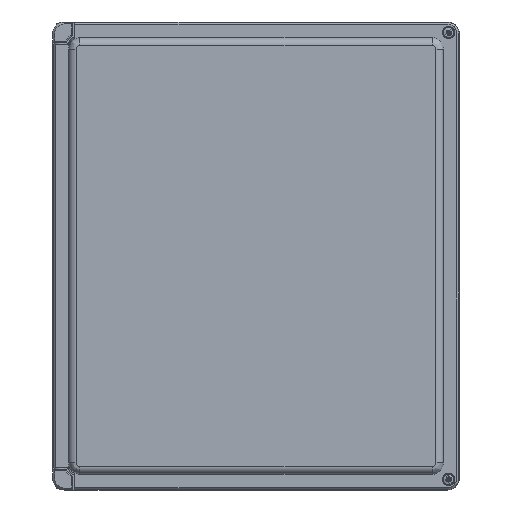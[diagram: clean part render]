
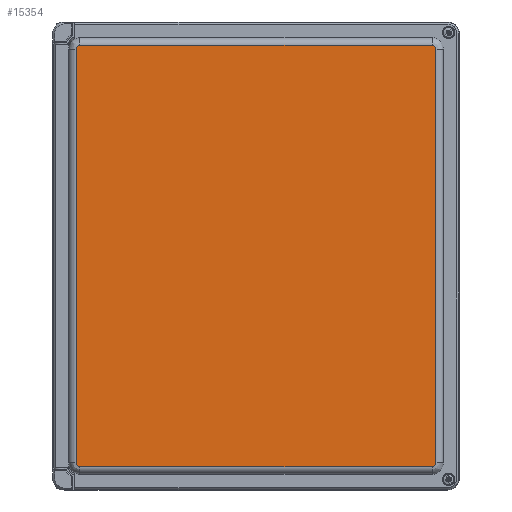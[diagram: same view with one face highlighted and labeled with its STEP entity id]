
A CAD part, top view. The second image highlights one B-rep face of the part: STEP entity #15354.
In plain terms, the highlighted planar face has unit normal (0, 0, 1).
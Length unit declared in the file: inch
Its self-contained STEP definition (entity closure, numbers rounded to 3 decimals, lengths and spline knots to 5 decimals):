
#953=PLANE($,#17030);
#1894=LINE($,#30520,#3038);
#1896=LINE($,#30555,#3040);
#1898=LINE($,#30559,#3042);
#1899=LINE($,#30590,#3043);
#3038=VECTOR($,#21110,11.45704);
#3040=VECTOR($,#21130,13.45704);
#3042=VECTOR($,#21134,13.45704);
#3043=VECTOR($,#21151,11.45704);
#4303=FACE_OUTER_BOUND($,#5331,.T.);
#5331=EDGE_LOOP($,(#13320,#13321,#13322,#13323,#13324,#13325,#13326,#13327));
#6245=CIRCLE($,#17014,0.12012);
#6247=CIRCLE($,#17016,0.12012);
#6253=CIRCLE($,#17024,0.12012);
#6255=CIRCLE($,#17026,0.12012);
#7539=VERTEX_POINT($,#30517);
#7540=VERTEX_POINT($,#30519);
#7543=VERTEX_POINT($,#30534);
#7544=VERTEX_POINT($,#30547);
#7546=VERTEX_POINT($,#30553);
#7547=VERTEX_POINT($,#30558);
#7549=VERTEX_POINT($,#30571);
#7550=VERTEX_POINT($,#30584);
#9536=EDGE_CURVE($,#7539,#7540,#1894,.T.);
#9540=EDGE_CURVE($,#7543,#7539,#6245,.T.);
#9542=EDGE_CURVE($,#7540,#7544,#6247,.T.);
#9546=EDGE_CURVE($,#7546,#7543,#1896,.T.);
#9548=EDGE_CURVE($,#7544,#7547,#1898,.T.);
#9551=EDGE_CURVE($,#7549,#7546,#6253,.T.);
#9553=EDGE_CURVE($,#7547,#7550,#6255,.T.);
#9556=EDGE_CURVE($,#7550,#7549,#1899,.T.);
#13320=ORIENTED_EDGE($,*,*,#9536,.F.);
#13321=ORIENTED_EDGE($,*,*,#9540,.F.);
#13322=ORIENTED_EDGE($,*,*,#9546,.F.);
#13323=ORIENTED_EDGE($,*,*,#9551,.F.);
#13324=ORIENTED_EDGE($,*,*,#9556,.F.);
#13325=ORIENTED_EDGE($,*,*,#9553,.F.);
#13326=ORIENTED_EDGE($,*,*,#9548,.F.);
#13327=ORIENTED_EDGE($,*,*,#9542,.F.);
#15354=ADVANCED_FACE($,(#4303),#953,.T.);
#17014=AXIS2_PLACEMENT_3D($,#30536,#21116,#21117);
#17016=AXIS2_PLACEMENT_3D($,#30548,#21120,#21121);
#17024=AXIS2_PLACEMENT_3D($,#30573,#21139,#21140);
#17026=AXIS2_PLACEMENT_3D($,#30585,#21143,#21144);
#17030=AXIS2_PLACEMENT_3D($,#30592,#21153,#21154);
#21110=DIRECTION($,(-1.,0.,0.));
#21116=DIRECTION('center_axis',(0.,0.,-1.));
#21117=DIRECTION('ref_axis',(0.707,-0.707,0.));
#21120=DIRECTION('center_axis',(0.,0.,-1.));
#21121=DIRECTION('ref_axis',(-0.707,-0.707,0.));
#21130=DIRECTION($,(0.,-1.,0.));
#21134=DIRECTION($,(0.,1.,0.));
#21139=DIRECTION('center_axis',(0.,0.,-1.));
#21140=DIRECTION('ref_axis',(0.707,0.707,0.));
#21143=DIRECTION('center_axis',(0.,0.,-1.));
#21144=DIRECTION('ref_axis',(-0.707,0.707,0.));
#21151=DIRECTION($,(1.,0.,0.));
#21153=DIRECTION('center_axis',(0.,0.,1.));
#21154=DIRECTION('ref_axis',(1.,0.,0.));
#30517=CARTESIAN_POINT('',(5.72852,-6.84863,1.));
#30519=CARTESIAN_POINT('',(-5.72852,-6.84863,1.));
#30520=CARTESIAN_POINT($,(5.72852,-6.84863,1.));
#30534=CARTESIAN_POINT('',(5.84863,-6.72852,1.));
#30536=CARTESIAN_POINT('Origin',(5.72852,-6.72852,1.));
#30547=CARTESIAN_POINT('',(-5.84863,-6.72852,1.));
#30548=CARTESIAN_POINT('Origin',(-5.72852,-6.72852,1.));
#30553=CARTESIAN_POINT('',(5.84863,6.72852,1.));
#30555=CARTESIAN_POINT($,(5.84863,6.72852,1.));
#30558=CARTESIAN_POINT('',(-5.84863,6.72852,1.));
#30559=CARTESIAN_POINT($,(-5.84863,-6.72852,1.));
#30571=CARTESIAN_POINT('',(5.72852,6.84863,1.));
#30573=CARTESIAN_POINT('Origin',(5.72852,6.72852,1.));
#30584=CARTESIAN_POINT('',(-5.72852,6.84863,1.));
#30585=CARTESIAN_POINT('Origin',(-5.72852,6.72852,1.));
#30590=CARTESIAN_POINT($,(-5.72852,6.84863,1.));
#30592=CARTESIAN_POINT('Origin',(0.,0.,1.));
